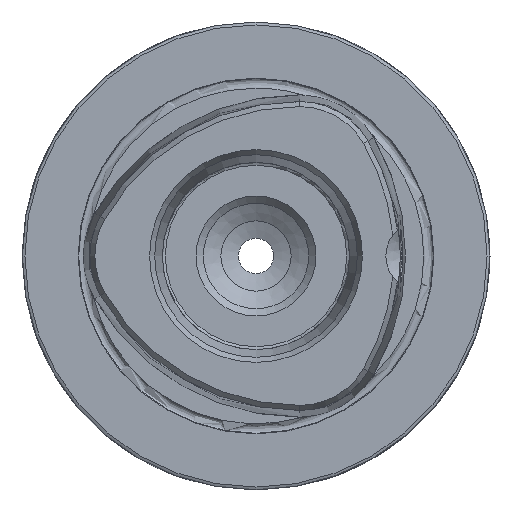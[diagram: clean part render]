
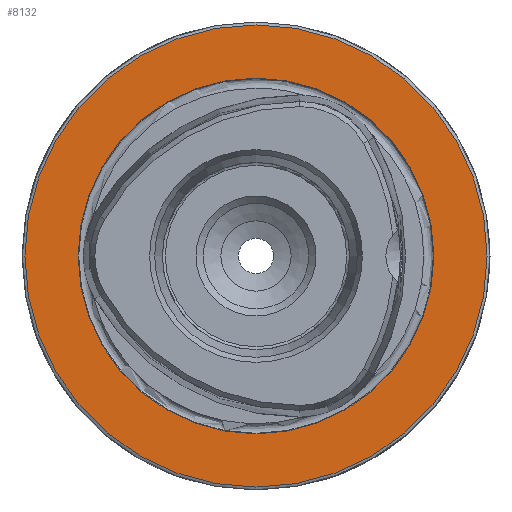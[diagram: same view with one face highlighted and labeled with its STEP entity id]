
A CAD part, left-side view. The second image highlights one B-rep face of the part: STEP entity #8132.
In plain terms, the highlighted planar face has unit normal (-1, 0, 0).
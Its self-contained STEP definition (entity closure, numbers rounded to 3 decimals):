
#701 = FACE_BOUND ( 'NONE', #12171, .T. ) ;
#1340 = AXIS2_PLACEMENT_3D ( 'NONE', #9550, #7459, #10453 ) ;
#1431 = DIRECTION ( 'NONE',  ( 0., 0., -1. ) ) ;
#2292 = CARTESIAN_POINT ( 'NONE',  ( 0., 0., 0. ) ) ;
#2999 = ORIENTED_EDGE ( 'NONE', *, *, #11466, .T. ) ;
#3906 = EDGE_CURVE ( 'NONE', #12578, #12578, #5625, .T. ) ;
#3924 = FACE_OUTER_BOUND ( 'NONE', #3940, .T. ) ;
#3940 = EDGE_LOOP ( 'NONE', ( #2999 ) ) ;
#4179 = CIRCLE ( 'NONE', #8723, 39.5 ) ;
#4342 = DIRECTION ( 'NONE',  ( 1., 0., 0. ) ) ;
#4381 = DIRECTION ( 'NONE',  ( 0., 0., 1. ) ) ;
#5625 = CIRCLE ( 'NONE', #1340, 30.4 ) ;
#6420 = CARTESIAN_POINT ( 'NONE',  ( 0., 30.4, 0. ) ) ;
#6941 = AXIS2_PLACEMENT_3D ( 'NONE', #6420, #4342, #1431 ) ;
#7459 = DIRECTION ( 'NONE',  ( -1., 0., 0. ) ) ;
#7658 = VERTEX_POINT ( 'NONE', #12533 ) ;
#8132 = ADVANCED_FACE ( 'NONE', ( #701, #3924 ), #10268, .F. ) ;
#8723 = AXIS2_PLACEMENT_3D ( 'NONE', #2292, #12099, #4381 ) ;
#9550 = CARTESIAN_POINT ( 'NONE',  ( 0., 0., 0. ) ) ;
#10268 = PLANE ( 'NONE',  #6941 ) ;
#10453 = DIRECTION ( 'NONE',  ( 0., 0., 1. ) ) ;
#10505 = CARTESIAN_POINT ( 'NONE',  ( 0., 0., 30.4 ) ) ;
#11466 = EDGE_CURVE ( 'NONE', #7658, #7658, #4179, .T. ) ;
#12099 = DIRECTION ( 'NONE',  ( -1., 0., 0. ) ) ;
#12171 = EDGE_LOOP ( 'NONE', ( #12344 ) ) ;
#12344 = ORIENTED_EDGE ( 'NONE', *, *, #3906, .F. ) ;
#12533 = CARTESIAN_POINT ( 'NONE',  ( 0., 0., 39.5 ) ) ;
#12578 = VERTEX_POINT ( 'NONE', #10505 ) ;
